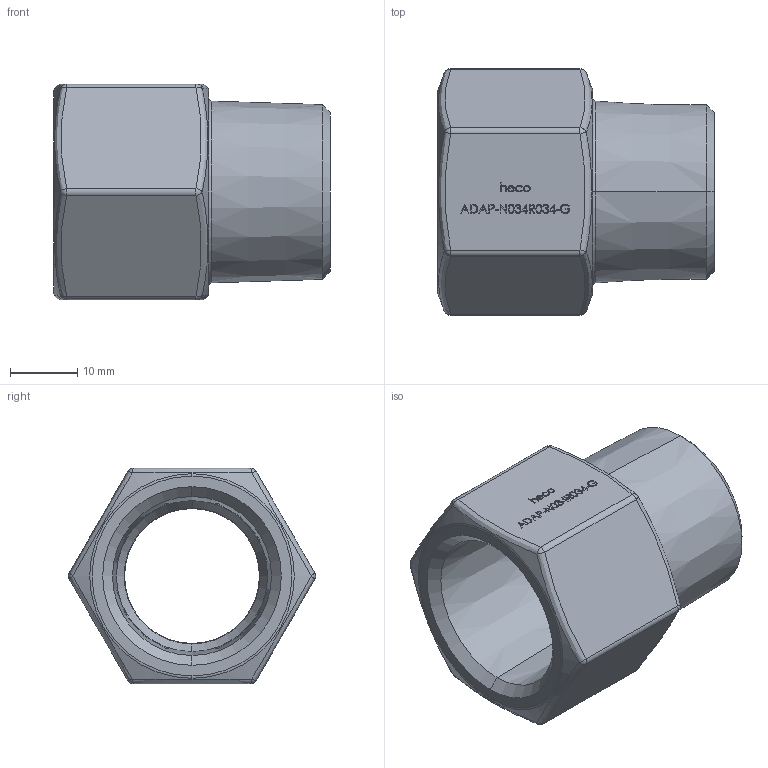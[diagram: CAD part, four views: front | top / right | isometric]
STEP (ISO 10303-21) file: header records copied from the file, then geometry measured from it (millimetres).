
FILE_DESCRIPTION (( 'STEP AP214' ), '1' );
FILE_NAME ('ADAP-N034R034-G Adapter.STEP', '2018-06-27T13:30:31', ( '' ), ( '' ), 'SwSTEP 2.0', 'SolidWorks 2016', '' );
FILE_SCHEMA (( 'AUTOMOTIVE_DESIGN' ));
Length unit declared in the file: millimetre
Products named in the file (1): ADAP-N034R034-G Adapter
Bounding box: 41 x 36.64 x 32 mm (x, y, z)
Volume: 15092.8 mm3; surface area: 7480.5 mm2
Topology: 1 solids, 1 shells, 319 faces, 810 edges, 520 vertices
Faces by surface type: plane 153, bspline 120, cone 14, torus 12, sphere 12, cylinder 8
Entity records: 18685 total; most frequent: CARTESIAN_POINT 9146, ORIENTED_EDGE 1604, DIRECTION 1038, EDGE_CURVE 802, VERTEX_POINT 516, LINE 478, VECTOR 478, EDGE_LOOP 352
